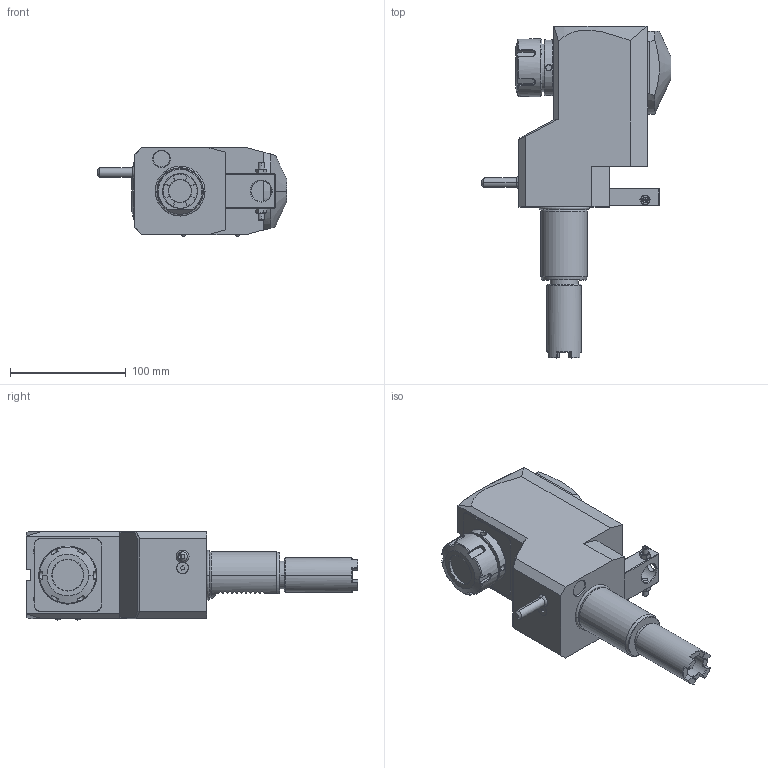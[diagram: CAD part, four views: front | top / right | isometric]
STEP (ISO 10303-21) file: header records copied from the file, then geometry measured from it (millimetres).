
FILE_DESCRIPTION((''),'2;1');
FILE_NAME('NGT1_40_451_32_1_2_120C','2017-03-21T',('vali'),('NOVA GRUP'),'PRO/ENGINEER BY PARAMETRIC TECHNOLOGY CORPORATION, 2010280','PRO/ENGINEER BY PARAMETRIC TECHNOLOGY CORPORATION, 2010280','');
FILE_SCHEMA(('CONFIG_CONTROL_DESIGN'));
Length unit declared in the file: millimetre
Products named in the file (1): NGT1_40_451_32_1_2_120C
Bounding box: 163.5 x 286.25 x 76.6 mm (x, y, z)
Volume: 1235729.8 mm3; surface area: 96704 mm2
Topology: 1 solids, 2 shells, 470 faces, 1206 edges, 750 vertices
Faces by surface type: plane 234, cylinder 95, cone 79, bspline 42, torus 12, sphere 6, extrusion 2
Entity records: 20020 total; most frequent: CARTESIAN_POINT 9336, ORIENTED_EDGE 2380, DIRECTION 1917, EDGE_CURVE 1190, VERTEX_POINT 750, AXIS2_PLACEMENT_3D 658, VECTOR 601, LINE 599
